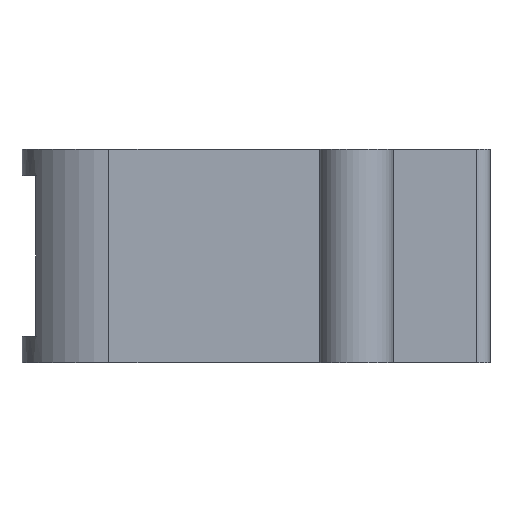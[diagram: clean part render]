
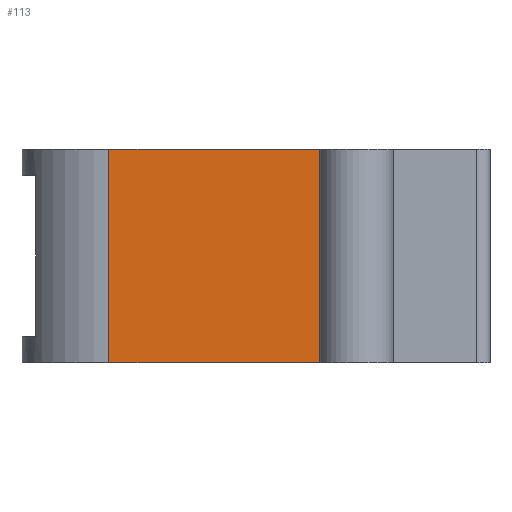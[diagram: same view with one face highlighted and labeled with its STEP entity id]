
A CAD part, left-side view. The second image highlights one B-rep face of the part: STEP entity #113.
In plain terms, the highlighted planar face has unit normal (-1, 0, 0).
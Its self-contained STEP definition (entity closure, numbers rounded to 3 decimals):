
#113 = ADVANCED_FACE( '', ( #277 ), #278, .F. );
#277 = FACE_OUTER_BOUND( '', #492, .T. );
#278 = PLANE( '', #493 );
#492 = EDGE_LOOP( '', ( #793, #794, #795, #796 ) );
#493 = AXIS2_PLACEMENT_3D( '', #797, #798, #799 );
#793 = ORIENTED_EDGE( '', *, *, #1326, .T. );
#794 = ORIENTED_EDGE( '', *, *, #1390, .F. );
#795 = ORIENTED_EDGE( '', *, *, #1391, .F. );
#796 = ORIENTED_EDGE( '', *, *, #1392, .T. );
#797 = CARTESIAN_POINT( '', ( -16.5, 3.5, 8. ) );
#798 = DIRECTION( '', ( 1., 0., 0. ) );
#799 = DIRECTION( '', ( 0., 0., -1. ) );
#1326 = EDGE_CURVE( '', #1600, #1598, #1601, .T. );
#1390 = EDGE_CURVE( '', #1712, #1598, #1713, .T. );
#1391 = EDGE_CURVE( '', #1714, #1712, #1715, .T. );
#1392 = EDGE_CURVE( '', #1714, #1600, #1716, .T. );
#1598 = VERTEX_POINT( '', #1984 );
#1600 = VERTEX_POINT( '', #1986 );
#1601 = LINE( '', #1987, #1988 );
#1712 = VERTEX_POINT( '', #2230 );
#1713 = LINE( '', #2231, #2232 );
#1714 = VERTEX_POINT( '', #2233 );
#1715 = LINE( '', #2234, #2235 );
#1716 = LINE( '', #2236, #2237 );
#1984 = CARTESIAN_POINT( '', ( -16.5, -13.153, -8. ) );
#1986 = CARTESIAN_POINT( '', ( -16.5, 3.5, -8. ) );
#1987 = CARTESIAN_POINT( '', ( -16.5, 3.5, -8. ) );
#1988 = VECTOR( '', #2602, 1000. );
#2230 = CARTESIAN_POINT( '', ( -16.5, -13.153, 8. ) );
#2231 = CARTESIAN_POINT( '', ( -16.5, -13.153, 8. ) );
#2232 = VECTOR( '', #2703, 1000. );
#2233 = CARTESIAN_POINT( '', ( -16.5, 3.5, 8. ) );
#2234 = CARTESIAN_POINT( '', ( -16.5, 3.5, 8. ) );
#2235 = VECTOR( '', #2704, 1000. );
#2236 = CARTESIAN_POINT( '', ( -16.5, 3.5, 8. ) );
#2237 = VECTOR( '', #2705, 1000. );
#2602 = DIRECTION( '', ( 0., -1., 0. ) );
#2703 = DIRECTION( '', ( 0., 0., -1. ) );
#2704 = DIRECTION( '', ( 0., -1., 0. ) );
#2705 = DIRECTION( '', ( 0., 0., -1. ) );
